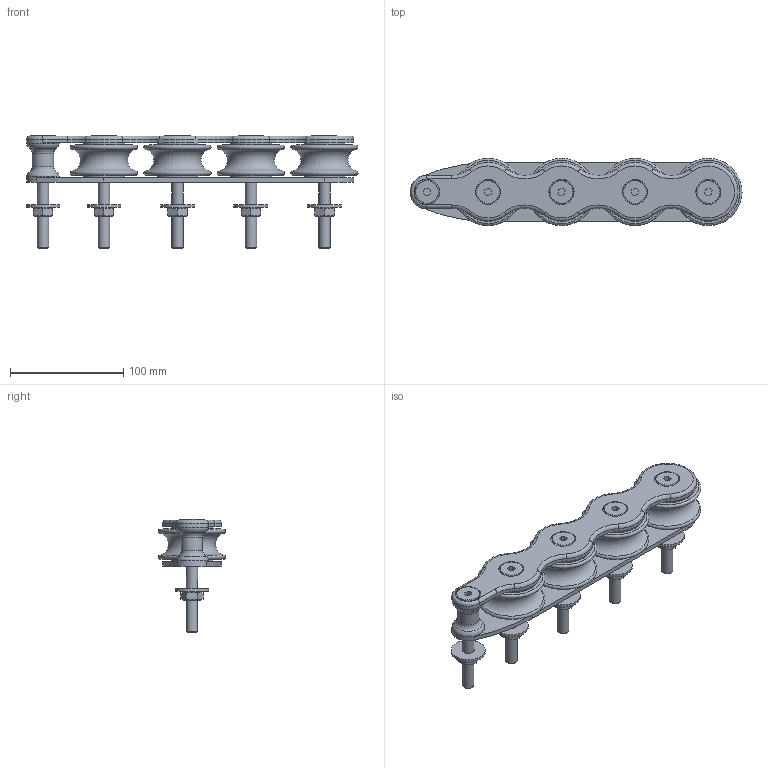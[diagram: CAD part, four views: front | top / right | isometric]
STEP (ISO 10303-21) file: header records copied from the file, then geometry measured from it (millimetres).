
FILE_DESCRIPTION(/* description */ (''),/* implementation_level */ '2;1');
FILE_NAME(/* name */ 'D640.stp',/* time_stamp */ '2016-04-04T11:33:22+02:00',/* author */ ('Nicola'),/* organization */ (''),/* preprocessor_version */ 'ST-DEVELOPER v16.1',/* originating_system */ 'Autodesk Inventor 2016',/* authorisation */ '');
FILE_SCHEMA (('AUTOMOTIVE_DESIGN { 1 0 10303 214 3 1 1 }'));
Length unit declared in the file: millimetre
Products named in the file (1): D640
Bounding box: 293.7 x 59.4 x 100 mm (x, y, z)
Volume: 397147.6 mm3; surface area: 108726.5 mm2
Topology: 1 solids, 1 shells, 275 faces, 579 edges, 377 vertices
Faces by surface type: plane 139, cylinder 79, torus 32, cone 25
Full cylindrical faces by diameter (mm): 10 x10, 10.2 x5, 10.5 x5, 11.7 x5, 11.75 x5, 19 x1, 20 x5, 29 x2, 30 x5, 37 x8, 50 x8
Entity records: 6632 total; most frequent: CARTESIAN_POINT 1198, DIRECTION 1182, ORIENTED_EDGE 904, AXIS2_PLACEMENT_3D 514, EDGE_LOOP 454, EDGE_CURVE 452, VERTEX_POINT 350, FACE_OUTER_BOUND 275
